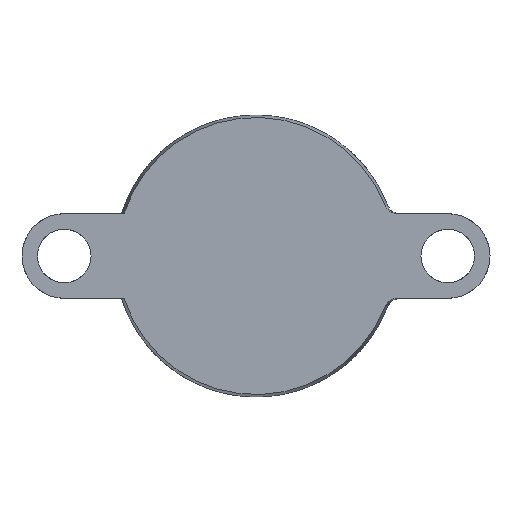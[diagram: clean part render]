
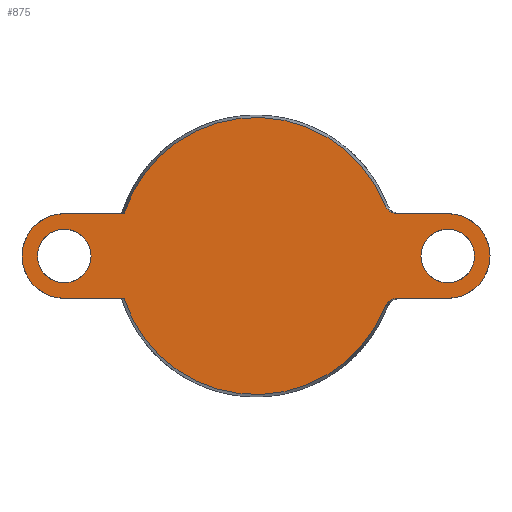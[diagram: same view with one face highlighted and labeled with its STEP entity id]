
A CAD part, front view. The second image highlights one B-rep face of the part: STEP entity #875.
In plain terms, the highlighted planar face has unit normal (0, -1, 0).
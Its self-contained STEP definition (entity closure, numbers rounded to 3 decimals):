
#18 = VERTEX_POINT ( 'NONE', #797 ) ;
#25 = PLANE ( 'NONE',  #1047 ) ;
#60 = ORIENTED_EDGE ( 'NONE', *, *, #264, .T. ) ;
#63 = CARTESIAN_POINT ( 'NONE',  ( 48.405, 0., -15.385 ) ) ;
#65 = DIRECTION ( 'NONE',  ( 0., 0., -1. ) ) ;
#69 = DIRECTION ( 'NONE',  ( 0., 0., 1. ) ) ;
#73 = DIRECTION ( 'NONE',  ( 0., 0., -1. ) ) ;
#76 = CARTESIAN_POINT ( 'NONE',  ( 49.363, 0., -15.093 ) ) ;
#106 = CARTESIAN_POINT ( 'NONE',  ( -46.797, 0., 15. ) ) ;
#108 = CARTESIAN_POINT ( 'NONE',  ( -15., 0., 15. ) ) ;
#127 = EDGE_LOOP ( 'NONE', ( #185 ) ) ;
#131 = CARTESIAN_POINT ( 'NONE',  ( 68., 0., 9.5 ) ) ;
#134 = CARTESIAN_POINT ( 'NONE',  ( 50.366, 0., -15. ) ) ;
#146 = VERTEX_POINT ( 'NONE', #1234 ) ;
#167 = CARTESIAN_POINT ( 'NONE',  ( 48.407, 0., 15.384 ) ) ;
#172 = CARTESIAN_POINT ( 'NONE',  ( 49.366, 0., 15.074 ) ) ;
#179 = CARTESIAN_POINT ( 'NONE',  ( 48.637, 0., -15.295 ) ) ;
#181 = VECTOR ( 'NONE', #775, 1000. ) ;
#185 = ORIENTED_EDGE ( 'NONE', *, *, #565, .F. ) ;
#198 = ORIENTED_EDGE ( 'NONE', *, *, #1172, .T. ) ;
#199 = AXIS2_PLACEMENT_3D ( 'NONE', #643, #1053, #69 ) ;
#214 = EDGE_LOOP ( 'NONE', ( #410 ) ) ;
#228 = EDGE_CURVE ( 'NONE', #18, #1207, #1289, .T. ) ;
#232 = VERTEX_POINT ( 'NONE', #708 ) ;
#258 = CARTESIAN_POINT ( 'NONE',  ( 49.86, 0., 15. ) ) ;
#264 = EDGE_CURVE ( 'NONE', #1159, #146, #832, .T. ) ;
#274 = ORIENTED_EDGE ( 'NONE', *, *, #1037, .F. ) ;
#293 = FACE_BOUND ( 'NONE', #214, .T. ) ;
#300 = VERTEX_POINT ( 'NONE', #365 ) ;
#340 = ORIENTED_EDGE ( 'NONE', *, *, #924, .T. ) ;
#352 = B_SPLINE_CURVE_WITH_KNOTS ( 'NONE', 3,
 ( #885, #258, #172, #869, #167, #977, #475, #971, #769, #1077, #675, #986, #878, #1090 ),
 .UNSPECIFIED., .F., .F.,
 ( 4, 2, 2, 2, 2, 2, 4 ),
 ( 0., 0.001, 0.002, 0.003, 0.004, 0.004, 0.006 ),
 .UNSPECIFIED. ) ;
#356 = CARTESIAN_POINT ( 'NONE',  ( 15., 0., 15. ) ) ;
#365 = CARTESIAN_POINT ( 'NONE',  ( 68., 0., -15. ) ) ;
#366 = AXIS2_PLACEMENT_3D ( 'NONE', #903, #798, #1099 ) ;
#369 = DIRECTION ( 'NONE',  ( 1., 0., 0. ) ) ;
#372 = CARTESIAN_POINT ( 'NONE',  ( 49.862, 0., -15.019 ) ) ;
#384 = AXIS2_PLACEMENT_3D ( 'NONE', #635, #1232, #851 ) ;
#385 = CARTESIAN_POINT ( 'NONE',  ( 50.366, 0., -15. ) ) ;
#387 = CIRCLE ( 'NONE', #789, 15. ) ;
#410 = ORIENTED_EDGE ( 'NONE', *, *, #1227, .T. ) ;
#434 = CARTESIAN_POINT ( 'NONE',  ( 68., 0., 0. ) ) ;
#448 = B_SPLINE_CURVE_WITH_KNOTS ( 'NONE', 3,
 ( #664, #1082, #560, #1195, #567, #1285, #890, #964, #487, #63, #179, #1264, #76, #372, #669, #385 ),
 .UNSPECIFIED., .F., .F.,
 ( 4, 2, 2, 2, 2, 2, 2, 4 ),
 ( 0., 0.001, 0.002, 0.003, 0.004, 0.004, 0.005, 0.006 ),
 .UNSPECIFIED. ) ;
#455 = EDGE_CURVE ( 'NONE', #300, #457, #1151, .T. ) ;
#457 = VERTEX_POINT ( 'NONE', #134 ) ;
#461 = CARTESIAN_POINT ( 'NONE',  ( -68., 0., 0. ) ) ;
#475 = CARTESIAN_POINT ( 'NONE',  ( 47.738, 0., 15.721 ) ) ;
#483 = VERTEX_POINT ( 'NONE', #927 ) ;
#487 = CARTESIAN_POINT ( 'NONE',  ( 47.952, 0., -15.6 ) ) ;
#499 = FACE_OUTER_BOUND ( 'NONE', #785, .T. ) ;
#501 = ORIENTED_EDGE ( 'NONE', *, *, #824, .T. ) ;
#502 = EDGE_CURVE ( 'NONE', #1267, #740, #1066, .T. ) ;
#513 = DIRECTION ( 'NONE',  ( -1., 0., 0. ) ) ;
#560 = CARTESIAN_POINT ( 'NONE',  ( 46.1, 0., -17.269 ) ) ;
#565 = EDGE_CURVE ( 'NONE', #232, #232, #1165, .T. ) ;
#567 = CARTESIAN_POINT ( 'NONE',  ( 46.749, 0., -16.497 ) ) ;
#570 = ORIENTED_EDGE ( 'NONE', *, *, #817, .F. ) ;
#586 = LINE ( 'NONE', #356, #181 ) ;
#588 = ORIENTED_EDGE ( 'NONE', *, *, #455, .F. ) ;
#597 = AXIS2_PLACEMENT_3D ( 'NONE', #461, #686, #65 ) ;
#606 = DIRECTION ( 'NONE',  ( 0., 0., 1. ) ) ;
#628 = VERTEX_POINT ( 'NONE', #131 ) ;
#635 = CARTESIAN_POINT ( 'NONE',  ( 0., 0., 0. ) ) ;
#643 = CARTESIAN_POINT ( 'NONE',  ( -68., 0., 0. ) ) ;
#647 = ORIENTED_EDGE ( 'NONE', *, *, #228, .T. ) ;
#655 = DIRECTION ( 'NONE',  ( 0., -1., 0. ) ) ;
#659 = VECTOR ( 'NONE', #951, 1000. ) ;
#660 = VECTOR ( 'NONE', #513, 1000. ) ;
#664 = CARTESIAN_POINT ( 'NONE',  ( 45.66, 0., -18.169 ) ) ;
#669 = CARTESIAN_POINT ( 'NONE',  ( 50.113, 0., -15. ) ) ;
#675 = CARTESIAN_POINT ( 'NONE',  ( 46.58, 0., 16.677 ) ) ;
#676 = CARTESIAN_POINT ( 'NONE',  ( 0., 0., 0. ) ) ;
#686 = DIRECTION ( 'NONE',  ( 0., -1., 0. ) ) ;
#708 = CARTESIAN_POINT ( 'NONE',  ( -68., 0., 9.5 ) ) ;
#710 = CARTESIAN_POINT ( 'NONE',  ( -49.143, 0., 0. ) ) ;
#725 = AXIS2_PLACEMENT_3D ( 'NONE', #676, #655, #1265 ) ;
#740 = VERTEX_POINT ( 'NONE', #1156 ) ;
#769 = CARTESIAN_POINT ( 'NONE',  ( 47.122, 0., 16.157 ) ) ;
#774 = EDGE_CURVE ( 'NONE', #740, #457, #448, .T. ) ;
#775 = DIRECTION ( 'NONE',  ( 1., 0., 0. ) ) ;
#785 = EDGE_LOOP ( 'NONE', ( #570, #501, #647, #340, #60, #198, #887, #827, #588, #274 ) ) ;
#789 = AXIS2_PLACEMENT_3D ( 'NONE', #434, #935, #73 ) ;
#797 = CARTESIAN_POINT ( 'NONE',  ( 45.66, 0., 18.169 ) ) ;
#798 = DIRECTION ( 'NONE',  ( 0., 1., 0. ) ) ;
#808 = FACE_BOUND ( 'NONE', #127, .T. ) ;
#817 = EDGE_CURVE ( 'NONE', #483, #920, #586, .T. ) ;
#824 = EDGE_CURVE ( 'NONE', #483, #18, #352, .T. ) ;
#827 = ORIENTED_EDGE ( 'NONE', *, *, #774, .T. ) ;
#832 = CIRCLE ( 'NONE', #597, 15. ) ;
#851 = DIRECTION ( 'NONE',  ( 0., 0., -1. ) ) ;
#869 = CARTESIAN_POINT ( 'NONE',  ( 48.644, 0., 15.292 ) ) ;
#875 = ADVANCED_FACE ( 'NONE', ( #499, #293, #808 ), #25, .F. ) ;
#878 = CARTESIAN_POINT ( 'NONE',  ( 45.848, 0., 17.699 ) ) ;
#885 = CARTESIAN_POINT ( 'NONE',  ( 50.366, 0., 15. ) ) ;
#887 = ORIENTED_EDGE ( 'NONE', *, *, #502, .T. ) ;
#890 = CARTESIAN_POINT ( 'NONE',  ( 47.314, 0., -16.005 ) ) ;
#903 = CARTESIAN_POINT ( 'NONE',  ( 68., 0., 0. ) ) ;
#908 = CARTESIAN_POINT ( 'NONE',  ( -15., 0., -15. ) ) ;
#920 = VERTEX_POINT ( 'NONE', #1114 ) ;
#924 = EDGE_CURVE ( 'NONE', #1207, #1159, #1109, .T. ) ;
#927 = CARTESIAN_POINT ( 'NONE',  ( 50.366, 0., 15. ) ) ;
#935 = DIRECTION ( 'NONE',  ( 0., 1., 0. ) ) ;
#951 = DIRECTION ( 'NONE',  ( -1., 0., 0. ) ) ;
#964 = CARTESIAN_POINT ( 'NONE',  ( 47.73, 0., -15.726 ) ) ;
#971 = CARTESIAN_POINT ( 'NONE',  ( 47.322, 0., 16. ) ) ;
#977 = CARTESIAN_POINT ( 'NONE',  ( 47.955, 0., 15.598 ) ) ;
#986 = CARTESIAN_POINT ( 'NONE',  ( 46.108, 0., 17.258 ) ) ;
#1003 = VECTOR ( 'NONE', #369, 1000. ) ;
#1037 = EDGE_CURVE ( 'NONE', #920, #300, #387, .T. ) ;
#1047 = AXIS2_PLACEMENT_3D ( 'NONE', #710, #1121, #606 ) ;
#1053 = DIRECTION ( 'NONE',  ( 0., -1., 0. ) ) ;
#1066 = CIRCLE ( 'NONE', #384, 49.143 ) ;
#1077 = CARTESIAN_POINT ( 'NONE',  ( 46.751, 0., 16.495 ) ) ;
#1082 = CARTESIAN_POINT ( 'NONE',  ( 45.848, 0., -17.699 ) ) ;
#1090 = CARTESIAN_POINT ( 'NONE',  ( 45.66, 0., 18.169 ) ) ;
#1092 = CARTESIAN_POINT ( 'NONE',  ( -46.797, 0., -15. ) ) ;
#1099 = DIRECTION ( 'NONE',  ( 0., 0., 1. ) ) ;
#1109 = LINE ( 'NONE', #108, #660 ) ;
#1114 = CARTESIAN_POINT ( 'NONE',  ( 68., 0., 15. ) ) ;
#1121 = DIRECTION ( 'NONE',  ( 0., 1., 0. ) ) ;
#1151 = LINE ( 'NONE', #1246, #659 ) ;
#1156 = CARTESIAN_POINT ( 'NONE',  ( 45.66, 0., -18.169 ) ) ;
#1159 = VERTEX_POINT ( 'NONE', #1178 ) ;
#1165 = CIRCLE ( 'NONE', #199, 9.5 ) ;
#1172 = EDGE_CURVE ( 'NONE', #146, #1267, #1193, .T. ) ;
#1178 = CARTESIAN_POINT ( 'NONE',  ( -68., 0., 15. ) ) ;
#1193 = LINE ( 'NONE', #908, #1003 ) ;
#1195 = CARTESIAN_POINT ( 'NONE',  ( 46.575, 0., -16.681 ) ) ;
#1207 = VERTEX_POINT ( 'NONE', #106 ) ;
#1215 = CIRCLE ( 'NONE', #366, 9.5 ) ;
#1227 = EDGE_CURVE ( 'NONE', #628, #628, #1215, .T. ) ;
#1232 = DIRECTION ( 'NONE',  ( 0., -1., 0. ) ) ;
#1234 = CARTESIAN_POINT ( 'NONE',  ( -68., 0., -15. ) ) ;
#1246 = CARTESIAN_POINT ( 'NONE',  ( 15., 0., -15. ) ) ;
#1264 = CARTESIAN_POINT ( 'NONE',  ( 49.116, 0., -15.149 ) ) ;
#1265 = DIRECTION ( 'NONE',  ( 0., 0., -1. ) ) ;
#1267 = VERTEX_POINT ( 'NONE', #1092 ) ;
#1285 = CARTESIAN_POINT ( 'NONE',  ( 47.118, 0., -16.16 ) ) ;
#1289 = CIRCLE ( 'NONE', #725, 49.143 ) ;
